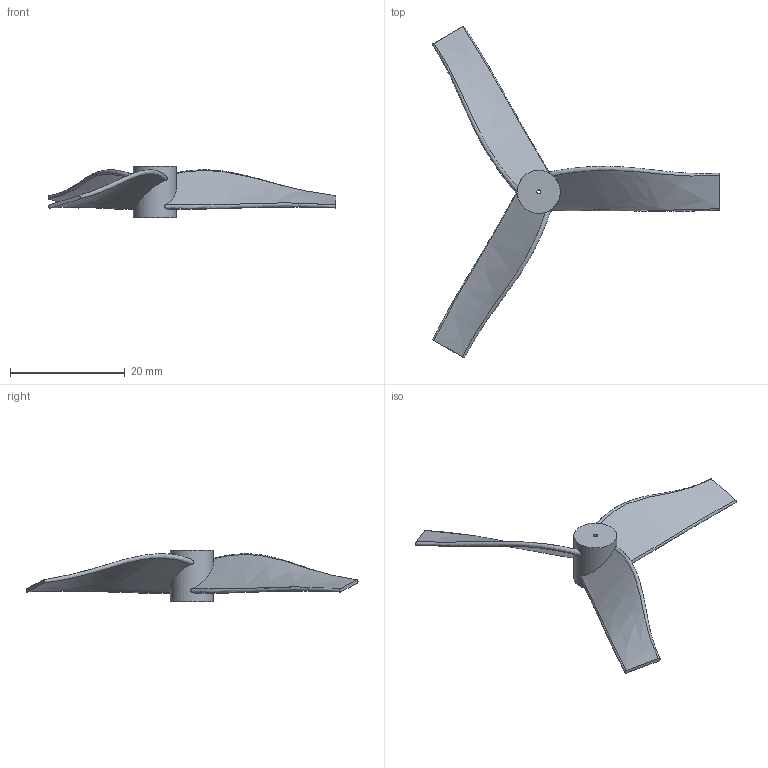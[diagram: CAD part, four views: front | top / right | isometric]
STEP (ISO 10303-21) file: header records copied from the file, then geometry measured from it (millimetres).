
FILE_DESCRIPTION(/* description */ (''),/* implementation_level */ '2;1');
FILE_NAME(/* name */ '3-Blades-Propeller-Final v1.step',/* time_stamp */ '2023-06-05T13:52:36+02:00',/* author */ (''),/* organization */ (''),/* preprocessor_version */ 'ST-DEVELOPER v19.2',/* originating_system */ 'Autodesk Translation Framework v12.6.0.85',/* authorisation */ '');
FILE_SCHEMA (('AUTOMOTIVE_DESIGN { 1 0 10303 214 3 1 1 }'));
Length unit declared in the file: millimetre
Products named in the file (1): 3-Blades-Propeller-Final
Bounding box: 50.09 x 57.8 x 9 mm (x, y, z)
Volume: 956.8 mm3; surface area: 1830.1 mm2
Topology: 1 solids, 1 shells, 19 faces, 54 edges, 38 vertices
Faces by surface type: bspline 12, plane 5, cylinder 2
Full cylindrical faces by diameter (mm): 0.7 x1, 7.5 x1
Entity records: 2803 total; most frequent: CARTESIAN_POINT 2356, ORIENTED_EDGE 108, EDGE_CURVE 54, DIRECTION 46, VERTEX_POINT 38, B_SPLINE_CURVE_WITH_KNOTS 34, EDGE_LOOP 22, FACE_OUTER_BOUND 19
